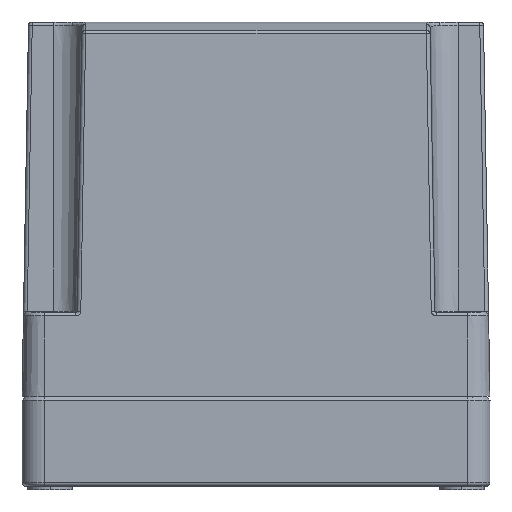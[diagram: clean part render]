
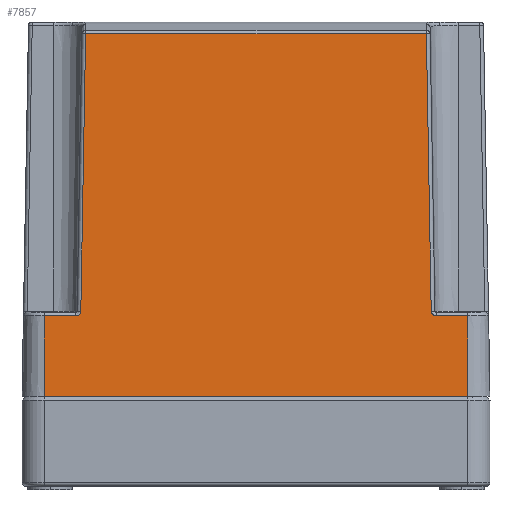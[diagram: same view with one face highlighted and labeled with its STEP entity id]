
A CAD part, left-side view. The second image highlights one B-rep face of the part: STEP entity #7857.
In plain terms, the highlighted planar face has unit normal (-1, 0, 0.018).
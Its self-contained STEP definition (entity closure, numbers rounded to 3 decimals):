
#2605=DIRECTION('',(-0.017,0.,-1.));
#2606=VECTOR('',#2605,21.521);
#2607=CARTESIAN_POINT('',(-87.124,-56.5,21.517));
#2608=LINE('',#2607,#2606);
#2609=DIRECTION('',(0.,1.,0.));
#2610=VECTOR('',#2609,113.);
#2611=CARTESIAN_POINT('',(-87.5,-56.5,0.));
#2612=LINE('',#2611,#2610);
#2613=DIRECTION('',(0.017,0.017,1.));
#2614=VECTOR('',#2613,74.075);
#2615=CARTESIAN_POINT('',(-87.102,-46.795,
22.795));
#2616=LINE('',#2615,#2614);
#2640=DIRECTION('',(0.,-1.,0.));
#2641=VECTOR('',#2640,91.005);
#2642=CARTESIAN_POINT('',(-85.81,45.502,96.847));
#2643=LINE('',#2642,#2641);
#2672=DIRECTION('',(-0.017,0.017,-1.));
#2673=VECTOR('',#2672,74.075);
#2674=CARTESIAN_POINT('',(-85.81,45.502,96.847));
#2675=LINE('',#2674,#2673);
#2685=CARTESIAN_POINT('',(-87.102,46.795,22.795));
#2686=CARTESIAN_POINT('',(-87.104,46.797,22.656));
#2687=CARTESIAN_POINT('',(-87.109,46.844,22.394));
#2688=CARTESIAN_POINT('',(-87.115,47.035,22.029));
#2689=CARTESIAN_POINT('',(-87.12,47.325,21.744));
#2690=CARTESIAN_POINT('',(-87.124,47.69,21.561));
#2691=CARTESIAN_POINT('',(-87.124,47.955,21.517));
#2692=CARTESIAN_POINT('',(-87.124,48.095,21.517));
#2708=DIRECTION('',(0.,1.,0.));
#2709=VECTOR('',#2708,8.405);
#2710=CARTESIAN_POINT('',(-87.124,48.095,21.517));
#2711=LINE('',#2710,#2709);
#2736=DIRECTION('',(0.017,0.,1.));
#2737=VECTOR('',#2736,21.521);
#2738=CARTESIAN_POINT('',(-87.5,56.5,0.));
#2739=LINE('',#2738,#2737);
#3481=CARTESIAN_POINT('',(-87.124,-48.095,
21.517));
#3482=CARTESIAN_POINT('',(-87.124,-47.955,
21.517));
#3483=CARTESIAN_POINT('',(-87.124,-47.69,
21.561));
#3484=CARTESIAN_POINT('',(-87.12,-47.325,
21.744));
#3485=CARTESIAN_POINT('',(-87.115,-47.035,
22.029));
#3486=CARTESIAN_POINT('',(-87.109,-46.844,
22.394));
#3487=CARTESIAN_POINT('',(-87.104,-46.797,
22.656));
#3488=CARTESIAN_POINT('',(-87.102,-46.795,
22.795));
#3504=DIRECTION('',(0.,1.,0.));
#3505=VECTOR('',#3504,8.405);
#3506=CARTESIAN_POINT('',(-87.124,-56.5,21.517));
#3507=LINE('',#3506,#3505);
#4010=CARTESIAN_POINT('',(-87.5,56.5,0.));
#4012=VERTEX_POINT('',#4010);
#4019=CARTESIAN_POINT('',(-87.5,-56.5,0.));
#4021=VERTEX_POINT('',#4019);
#4362=CARTESIAN_POINT('',(-87.102,-46.795,
22.795));
#4363=CARTESIAN_POINT('',(-85.81,-45.502,
96.847));
#4364=VERTEX_POINT('',#4362);
#4365=VERTEX_POINT('',#4363);
#4374=CARTESIAN_POINT('',(-85.81,45.502,96.847));
#4375=VERTEX_POINT('',#4374);
#4376=CARTESIAN_POINT('',(-87.102,46.795,22.795));
#4377=VERTEX_POINT('',#4376);
#4382=VERTEX_POINT('',#2692);
#4384=CARTESIAN_POINT('',(-87.124,56.5,21.517));
#4385=VERTEX_POINT('',#4384);
#4494=CARTESIAN_POINT('',(-87.124,-56.5,21.517));
#4495=VERTEX_POINT('',#4494);
#4498=CARTESIAN_POINT('',(-87.124,-48.095,
21.517));
#4499=VERTEX_POINT('',#4498);
#7832=CARTESIAN_POINT('',(-87.5,-66.364,0.));
#7833=DIRECTION('',(-1.,0.,0.017));
#7834=DIRECTION('',(0.,1.,0.));
#7835=AXIS2_PLACEMENT_3D('',#7832,#7833,#7834);
#7836=PLANE('',#7835);
#7838=ORIENTED_EDGE('',*,*,#7837,.F.);
#7840=ORIENTED_EDGE('',*,*,#7839,.F.);
#7842=ORIENTED_EDGE('',*,*,#7841,.F.);
#7843=ORIENTED_EDGE('',*,*,#7827,.T.);
#7844=ORIENTED_EDGE('',*,*,#5205,.T.);
#7846=ORIENTED_EDGE('',*,*,#7845,.T.);
#7848=ORIENTED_EDGE('',*,*,#7847,.F.);
#7850=ORIENTED_EDGE('',*,*,#7849,.F.);
#7852=ORIENTED_EDGE('',*,*,#7851,.F.);
#7854=ORIENTED_EDGE('',*,*,#7853,.T.);
#7855=EDGE_LOOP('',(#7838,#7840,#7842,#7843,#7844,#7846,#7848,#7850,#7852,
#7854));
#7856=FACE_OUTER_BOUND('',#7855,.F.);
#7857=ADVANCED_FACE('',(#7856),#7836,.T.);
#2693=B_SPLINE_CURVE_WITH_KNOTS('',3,(#2685,#2686,#2687,#2688,#2689,#2690,#2691,
#2692),.UNSPECIFIED.,.F.,.F.,(4,1,1,1,1,4),(0.,0.2,0.4,0.6,0.8,1.),
.UNSPECIFIED.);
#3489=B_SPLINE_CURVE_WITH_KNOTS('',3,(#3481,#3482,#3483,#3484,#3485,#3486,#3487,
#3488),.UNSPECIFIED.,.F.,.F.,(4,1,1,1,1,4),(0.,0.2,0.4,0.6,0.8,1.),
.UNSPECIFIED.);
#5205=EDGE_CURVE('',#4021,#4012,#2612,.T.);
#7827=EDGE_CURVE('',#4495,#4021,#2608,.T.);
#7837=EDGE_CURVE('',#4364,#4365,#2616,.T.);
#7839=EDGE_CURVE('',#4499,#4364,#3489,.T.);
#7841=EDGE_CURVE('',#4495,#4499,#3507,.T.);
#7845=EDGE_CURVE('',#4012,#4385,#2739,.T.);
#7847=EDGE_CURVE('',#4382,#4385,#2711,.T.);
#7849=EDGE_CURVE('',#4377,#4382,#2693,.T.);
#7851=EDGE_CURVE('',#4375,#4377,#2675,.T.);
#7853=EDGE_CURVE('',#4375,#4365,#2643,.T.);
